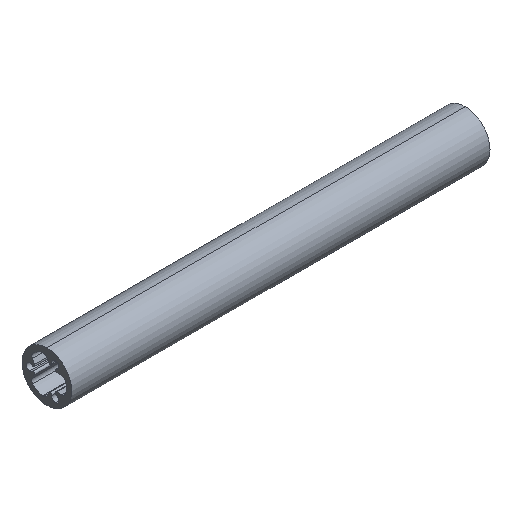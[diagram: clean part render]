
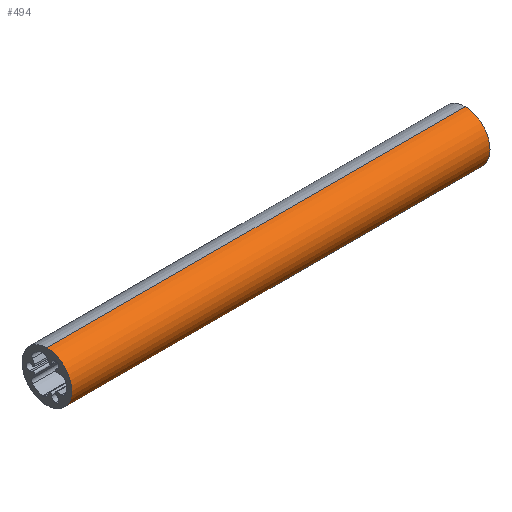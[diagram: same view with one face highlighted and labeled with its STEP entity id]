
A CAD part, isometric view. The second image highlights one B-rep face of the part: STEP entity #494.
In plain terms, the highlighted cylindrical face has radius 12.5 mm (diameter 25 mm), a partial arc.
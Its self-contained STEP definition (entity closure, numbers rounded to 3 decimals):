
#52 = VECTOR ( 'NONE', #303, 1000. ) ;
#68 = CARTESIAN_POINT ( 'NONE',  ( -105., 0., 0. ) ) ;
#77 = ORIENTED_EDGE ( 'NONE', *, *, #306, .T. ) ;
#78 = DIRECTION ( 'NONE',  ( -1., 0., 0. ) ) ;
#92 = ORIENTED_EDGE ( 'NONE', *, *, #230, .F. ) ;
#175 = DIRECTION ( 'NONE',  ( -1., 0., 0. ) ) ;
#185 = CARTESIAN_POINT ( 'NONE',  ( -134.295, 0., -12.5 ) ) ;
#204 = CARTESIAN_POINT ( 'NONE',  ( -134.295, 0., 0. ) ) ;
#230 = EDGE_CURVE ( 'NONE', #350, #783, #989, .T. ) ;
#235 = CARTESIAN_POINT ( 'NONE',  ( 105., 0., 12.5 ) ) ;
#277 = VERTEX_POINT ( 'NONE', #235 ) ;
#303 = DIRECTION ( 'NONE',  ( -1., 0., 0. ) ) ;
#306 = EDGE_CURVE ( 'NONE', #902, #277, #706, .T. ) ;
#350 = VERTEX_POINT ( 'NONE', #820 ) ;
#483 = CARTESIAN_POINT ( 'NONE',  ( 105., 0., -12.5 ) ) ;
#494 = ADVANCED_FACE ( 'NONE', ( #921 ), #707, .T. ) ;
#553 = DIRECTION ( 'NONE',  ( -1., 0., 0. ) ) ;
#574 = DIRECTION ( 'NONE',  ( 0., 0., 1. ) ) ;
#641 = CARTESIAN_POINT ( 'NONE',  ( -105., 0., 12.5 ) ) ;
#681 = CARTESIAN_POINT ( 'NONE',  ( -134.295, 0., 12.5 ) ) ;
#683 = EDGE_CURVE ( 'NONE', #277, #783, #931, .T. ) ;
#685 = EDGE_CURVE ( 'NONE', #902, #350, #815, .T. ) ;
#706 = CIRCLE ( 'NONE', #837, 12.5 ) ;
#707 = CYLINDRICAL_SURFACE ( 'NONE', #890, 12.5 ) ;
#783 = VERTEX_POINT ( 'NONE', #641 ) ;
#815 = LINE ( 'NONE', #185, #52 ) ;
#820 = CARTESIAN_POINT ( 'NONE',  ( -105., 0., -12.5 ) ) ;
#837 = AXIS2_PLACEMENT_3D ( 'NONE', #1163, #78, #1110 ) ;
#890 = AXIS2_PLACEMENT_3D ( 'NONE', #204, #957, #574 ) ;
#902 = VERTEX_POINT ( 'NONE', #483 ) ;
#921 = FACE_OUTER_BOUND ( 'NONE', #1091, .T. ) ;
#931 = LINE ( 'NONE', #681, #1211 ) ;
#957 = DIRECTION ( 'NONE',  ( -1., 0., 0. ) ) ;
#989 = CIRCLE ( 'NONE', #1128, 12.5 ) ;
#1091 = EDGE_LOOP ( 'NONE', ( #1185, #77, #1131, #92 ) ) ;
#1110 = DIRECTION ( 'NONE',  ( 0., 0., 1. ) ) ;
#1128 = AXIS2_PLACEMENT_3D ( 'NONE', #68, #175, #1184 ) ;
#1131 = ORIENTED_EDGE ( 'NONE', *, *, #683, .T. ) ;
#1163 = CARTESIAN_POINT ( 'NONE',  ( 105., 0., 0. ) ) ;
#1184 = DIRECTION ( 'NONE',  ( 0., 0., 1. ) ) ;
#1185 = ORIENTED_EDGE ( 'NONE', *, *, #685, .F. ) ;
#1211 = VECTOR ( 'NONE', #553, 1000. ) ;
